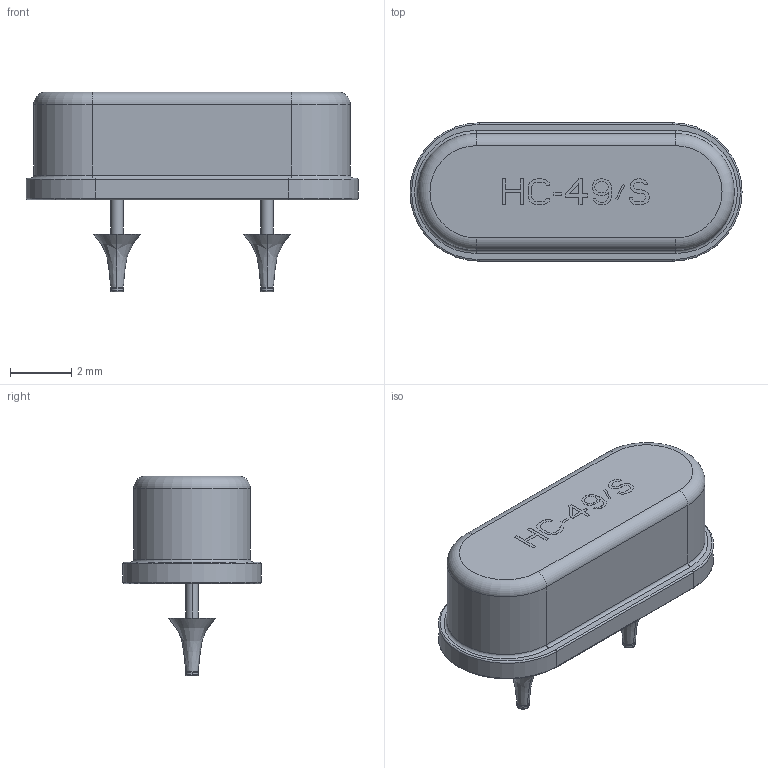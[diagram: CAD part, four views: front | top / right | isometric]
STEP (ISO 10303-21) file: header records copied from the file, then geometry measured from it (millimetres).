
FILE_DESCRIPTION((''),'2;1');
FILE_NAME('HC-49S_Y','2010-06-10T',('flying'),(''),'PRO/ENGINEER BY PARAMETRIC TECHNOLOGY CORPORATION, 2010100','PRO/ENGINEER BY PARAMETRIC TECHNOLOGY CORPORATION, 2010100','');
FILE_SCHEMA(('AUTOMOTIVE_DESIGN_CC2 { 1 2 10303 214 -1 1 5 2 }'));
Length unit declared in the file: millimetre
Products named in the file (1): HC-49S_Y
Bounding box: 10.8 x 4.5 x 6.5 mm (x, y, z)
Volume: 131.9 mm3; surface area: 188.6 mm2
Topology: 1 solids, 1 shells, 266 faces, 708 edges, 460 vertices
Faces by surface type: plane 210, torus 28, cylinder 24, revolution 4
Entity records: 8779 total; most frequent: CARTESIAN_POINT 1490, ORIENTED_EDGE 1416, DIRECTION 1336, EDGE_CURVE 708, VECTOR 600, LINE 600, VERTEX_POINT 460, AXIS2_PLACEMENT_3D 366
